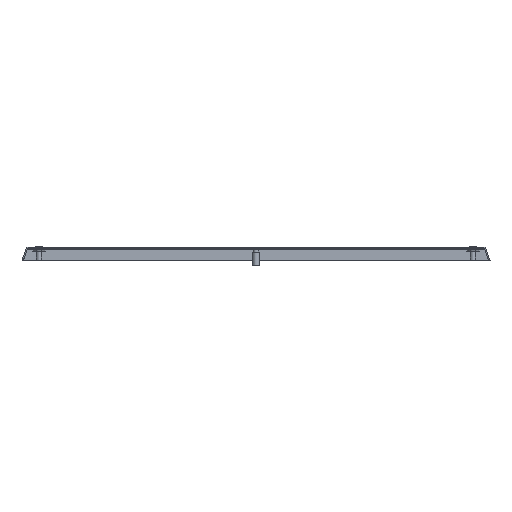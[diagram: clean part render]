
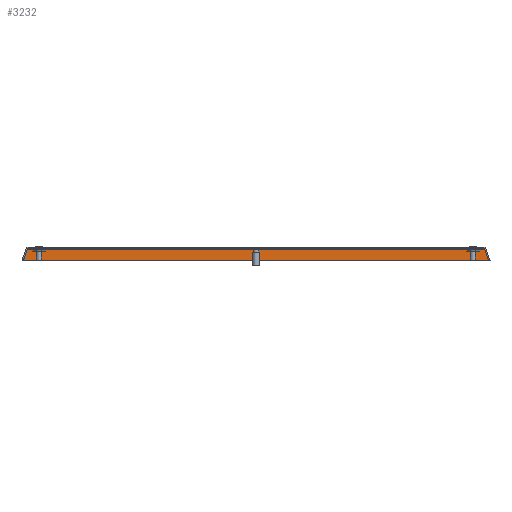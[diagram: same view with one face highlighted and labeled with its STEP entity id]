
A CAD part, front view. The second image highlights one B-rep face of the part: STEP entity #3232.
In plain terms, the highlighted planar face has unit normal (0, -1, 0).
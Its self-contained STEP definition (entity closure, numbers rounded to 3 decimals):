
#140 = DIRECTION ( 'NONE',  ( 0.309, 0., 0.951 ) ) ;
#329 = DIRECTION ( 'NONE',  ( -1., 0., 0. ) ) ;
#335 = FACE_OUTER_BOUND ( 'NONE', #6031, .T. ) ;
#716 = DIRECTION ( 'NONE',  ( 0.309, 0., -0.951 ) ) ;
#876 = VECTOR ( 'NONE', #716, 1000. ) ;
#1124 = VERTEX_POINT ( 'NONE', #5327 ) ;
#1395 = CARTESIAN_POINT ( 'NONE',  ( -273.363, 1100.4, -16. ) ) ;
#1448 = CARTESIAN_POINT ( 'NONE',  ( -273.513, 1100.4, -16.464 ) ) ;
#1640 = VECTOR ( 'NONE', #140, 1000. ) ;
#1737 = CARTESIAN_POINT ( 'NONE',  ( 268.651, 1100.4, -1.5 ) ) ;
#1743 = ORIENTED_EDGE ( 'NONE', *, *, #2809, .T. ) ;
#1908 = CARTESIAN_POINT ( 'NONE',  ( 0., 1100.4, -16. ) ) ;
#2423 = DIRECTION ( 'NONE',  ( 0., 1., 0. ) ) ;
#2734 = LINE ( 'NONE', #6579, #876 ) ;
#2809 = EDGE_CURVE ( 'NONE', #5863, #1124, #7343, .T. ) ;
#2976 = DIRECTION ( 'NONE',  ( -1., 0., 0. ) ) ;
#3044 = PLANE ( 'NONE',  #3905 ) ;
#3232 = ADVANCED_FACE ( 'NONE', ( #335 ), #3044, .F. ) ;
#3590 = CARTESIAN_POINT ( 'NONE',  ( 0., 1100.4, -1.5 ) ) ;
#3616 = ORIENTED_EDGE ( 'NONE', *, *, #6009, .F. ) ;
#3664 = CARTESIAN_POINT ( 'NONE',  ( -274.94, 1100.4, -16. ) ) ;
#3809 = EDGE_CURVE ( 'NONE', #4884, #1124, #7872, .T. ) ;
#3905 = AXIS2_PLACEMENT_3D ( 'NONE', #3664, #2423, #6249 ) ;
#4884 = VERTEX_POINT ( 'NONE', #1395 ) ;
#5031 = ORIENTED_EDGE ( 'NONE', *, *, #3809, .F. ) ;
#5178 = LINE ( 'NONE', #1908, #7373 ) ;
#5327 = CARTESIAN_POINT ( 'NONE',  ( -268.651, 1100.4, -1.5 ) ) ;
#5825 = ORIENTED_EDGE ( 'NONE', *, *, #7144, .F. ) ;
#5863 = VERTEX_POINT ( 'NONE', #1737 ) ;
#6009 = EDGE_CURVE ( 'NONE', #8261, #4884, #5178, .T. ) ;
#6031 = EDGE_LOOP ( 'NONE', ( #3616, #5825, #1743, #5031 ) ) ;
#6249 = DIRECTION ( 'NONE',  ( 0., 0., 1. ) ) ;
#6579 = CARTESIAN_POINT ( 'NONE',  ( 221.005, 1100.4, 145.142 ) ) ;
#6750 = CARTESIAN_POINT ( 'NONE',  ( 273.363, 1100.4, -16. ) ) ;
#7144 = EDGE_CURVE ( 'NONE', #5863, #8261, #2734, .T. ) ;
#7296 = VECTOR ( 'NONE', #2976, 1000. ) ;
#7343 = LINE ( 'NONE', #3590, #7296 ) ;
#7373 = VECTOR ( 'NONE', #329, 1000. ) ;
#7872 = LINE ( 'NONE', #1448, #1640 ) ;
#8261 = VERTEX_POINT ( 'NONE', #6750 ) ;
